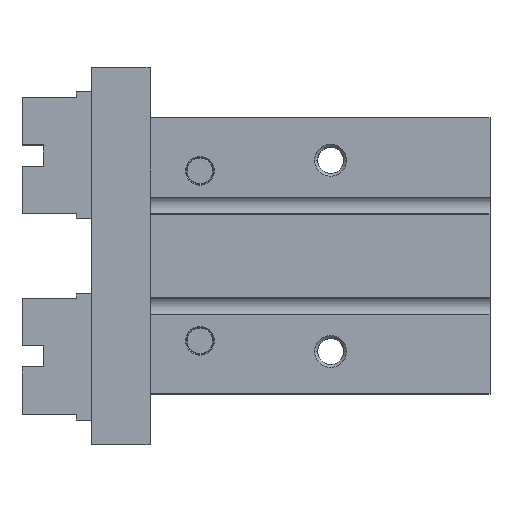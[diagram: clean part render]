
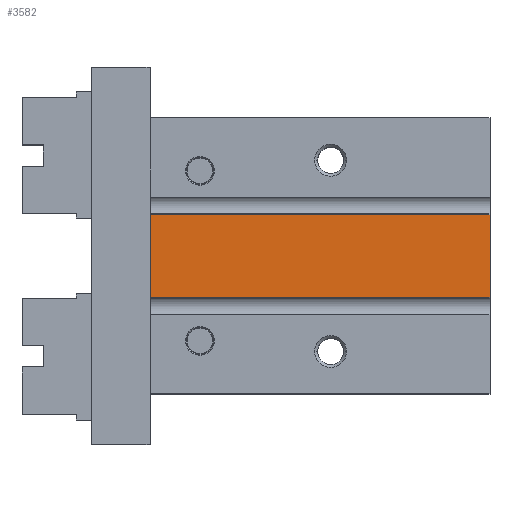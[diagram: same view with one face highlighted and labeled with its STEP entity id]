
A CAD part, top view. The second image highlights one B-rep face of the part: STEP entity #3582.
In plain terms, the highlighted planar face has unit normal (0, 0, 1).
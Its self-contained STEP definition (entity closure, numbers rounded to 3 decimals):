
#519 = VECTOR ( 'NONE', #1760, 1000. ) ;
#605 = VECTOR ( 'NONE', #7702, 1000. ) ;
#673 = DIRECTION ( 'NONE',  ( 1., 0., 0. ) ) ;
#1356 = CARTESIAN_POINT ( 'NONE',  ( 0., 7.75, 16.45 ) ) ;
#1440 = ORIENTED_EDGE ( 'NONE', *, *, #7023, .F. ) ;
#1760 = DIRECTION ( 'NONE',  ( 0., -1., 0. ) ) ;
#1775 = DIRECTION ( 'NONE',  ( 0., -1., 0. ) ) ;
#1909 = PLANE ( 'NONE',  #3818 ) ;
#2153 = LINE ( 'NONE', #6620, #519 ) ;
#2178 = ORIENTED_EDGE ( 'NONE', *, *, #4089, .T. ) ;
#2219 = ORIENTED_EDGE ( 'NONE', *, *, #4833, .F. ) ;
#2228 = LINE ( 'NONE', #5847, #605 ) ;
#2373 = LINE ( 'NONE', #4313, #5399 ) ;
#2432 = VERTEX_POINT ( 'NONE', #6528 ) ;
#2557 = CARTESIAN_POINT ( 'NONE',  ( -64., 7.75, 16.45 ) ) ;
#2710 = EDGE_CURVE ( 'NONE', #7344, #2432, #2373, .T. ) ;
#3582 = ADVANCED_FACE ( 'NONE', ( #4900 ), #1909, .T. ) ;
#3785 = DIRECTION ( 'NONE',  ( 1., 0., 0. ) ) ;
#3818 = AXIS2_PLACEMENT_3D ( 'NONE', #2557, #7412, #3785 ) ;
#4089 = EDGE_CURVE ( 'NONE', #6900, #7344, #5274, .T. ) ;
#4313 = CARTESIAN_POINT ( 'NONE',  ( -64., -7.75, 16.45 ) ) ;
#4315 = ORIENTED_EDGE ( 'NONE', *, *, #2710, .T. ) ;
#4535 = CARTESIAN_POINT ( 'NONE',  ( -64., 7.75, 16.45 ) ) ;
#4833 = EDGE_CURVE ( 'NONE', #5172, #2432, #2153, .T. ) ;
#4900 = FACE_OUTER_BOUND ( 'NONE', #7167, .T. ) ;
#5078 = VECTOR ( 'NONE', #1775, 1000. ) ;
#5172 = VERTEX_POINT ( 'NONE', #1356 ) ;
#5274 = LINE ( 'NONE', #5400, #5078 ) ;
#5399 = VECTOR ( 'NONE', #673, 1000. ) ;
#5400 = CARTESIAN_POINT ( 'NONE',  ( -64., 7.75, 16.45 ) ) ;
#5665 = CARTESIAN_POINT ( 'NONE',  ( -64., -7.75, 16.45 ) ) ;
#5847 = CARTESIAN_POINT ( 'NONE',  ( -64., 7.75, 16.45 ) ) ;
#6528 = CARTESIAN_POINT ( 'NONE',  ( 0., -7.75, 16.45 ) ) ;
#6620 = CARTESIAN_POINT ( 'NONE',  ( 0., 7.75, 16.45 ) ) ;
#6900 = VERTEX_POINT ( 'NONE', #4535 ) ;
#7023 = EDGE_CURVE ( 'NONE', #6900, #5172, #2228, .T. ) ;
#7167 = EDGE_LOOP ( 'NONE', ( #2219, #1440, #2178, #4315 ) ) ;
#7344 = VERTEX_POINT ( 'NONE', #5665 ) ;
#7412 = DIRECTION ( 'NONE',  ( 0., 0., 1. ) ) ;
#7702 = DIRECTION ( 'NONE',  ( 1., 0., 0. ) ) ;
